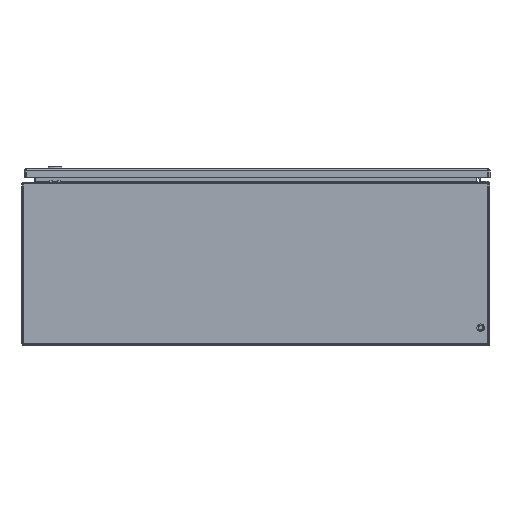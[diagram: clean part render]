
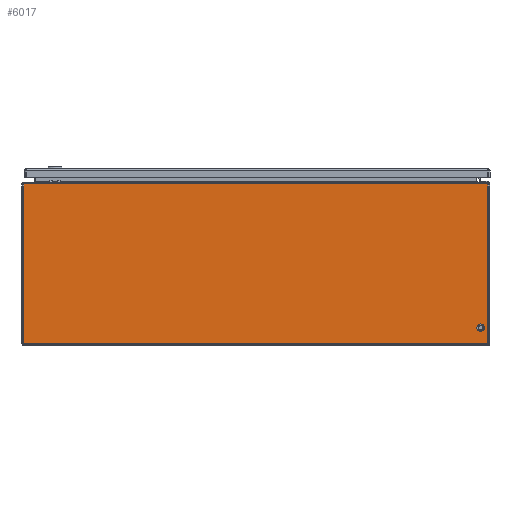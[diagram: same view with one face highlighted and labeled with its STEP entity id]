
A CAD part, front view. The second image highlights one B-rep face of the part: STEP entity #6017.
In plain terms, the highlighted planar face has unit normal (0, -1, 0).
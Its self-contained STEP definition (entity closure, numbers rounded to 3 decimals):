
#2647=LINE('',#27416,#3762);
#2648=LINE('',#27420,#3763);
#2649=LINE('',#27422,#3764);
#2650=LINE('',#27424,#3765);
#3762=VECTOR('',#21181,1.);
#3763=VECTOR('',#21186,1.);
#3764=VECTOR('',#21187,1.);
#3765=VECTOR('',#21188,1.);
#4923=CIRCLE('',#17674,6.45);
#5319=FACE_BOUND('',#8289,.T.);
#5320=FACE_BOUND('',#8290,.T.);
#6017=ADVANCED_FACE('F3636',(#5319,#5320),#6540,.T.);
#6540=PLANE('',#17691);
#8289=EDGE_LOOP('',(#11697,#11698,#11699,#11700));
#8290=EDGE_LOOP('',(#11701));
#11697=ORIENTED_EDGE('',*,*,#15741,.T.);
#11698=ORIENTED_EDGE('',*,*,#15742,.T.);
#11699=ORIENTED_EDGE('',*,*,#15743,.T.);
#11700=ORIENTED_EDGE('',*,*,#15739,.T.);
#11701=ORIENTED_EDGE('',*,*,#15723,.T.);
#13793=VERTEX_POINT('',#27366);
#13803=VERTEX_POINT('',#27405);
#13804=VERTEX_POINT('',#27417);
#13805=VERTEX_POINT('',#27421);
#13806=VERTEX_POINT('',#27423);
#15723=EDGE_CURVE('E103103',#13793,#13793,#4923,.T.);
#15739=EDGE_CURVE('E102102',#13803,#13804,#2647,.T.);
#15741=EDGE_CURVE('E9999',#13804,#13805,#2648,.T.);
#15742=EDGE_CURVE('E100100',#13805,#13806,#2649,.T.);
#15743=EDGE_CURVE('E101101',#13806,#13803,#2650,.T.);
#17674=AXIS2_PLACEMENT_3D('',#27367,#21145,#21146);
#17691=AXIS2_PLACEMENT_3D('',#27425,#21189,#21190);
#21145=DIRECTION('',(0.,1.,0.));
#21146=DIRECTION('',(0.,0.,1.));
#21181=DIRECTION('',(0.,0.,-1.));
#21186=DIRECTION('',(1.,0.,0.));
#21187=DIRECTION('',(0.,0.,1.));
#21188=DIRECTION('',(-1.,0.,0.));
#21189=DIRECTION('',(0.,-1.,0.));
#21190=DIRECTION('',(1.,0.,0.));
#27366=CARTESIAN_POINT('',(-5754.946,2384.899,28.241));
#27367=CARTESIAN_POINT('',(-5761.396,2384.899,28.241));
#27405=CARTESIAN_POINT('',(-6543.296,2384.899,274.141));
#27416=CARTESIAN_POINT('',(-6543.296,2384.899,137.441));
#27417=CARTESIAN_POINT('',(-6543.296,2384.899,0.741));
#27420=CARTESIAN_POINT('',(-6146.096,2384.899,0.741));
#27421=CARTESIAN_POINT('',(-5748.896,2384.899,0.741));
#27422=CARTESIAN_POINT('',(-5748.896,2384.899,137.441));
#27423=CARTESIAN_POINT('',(-5748.896,2384.899,274.141));
#27424=CARTESIAN_POINT('',(-6146.096,2384.899,274.141));
#27425=CARTESIAN_POINT('',(-6588.096,2384.899,-2.059));
